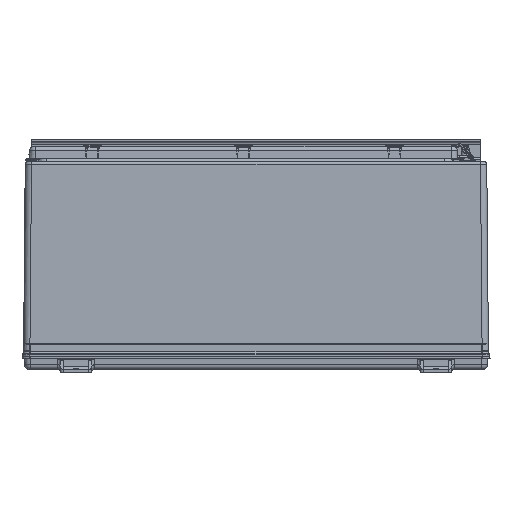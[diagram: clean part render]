
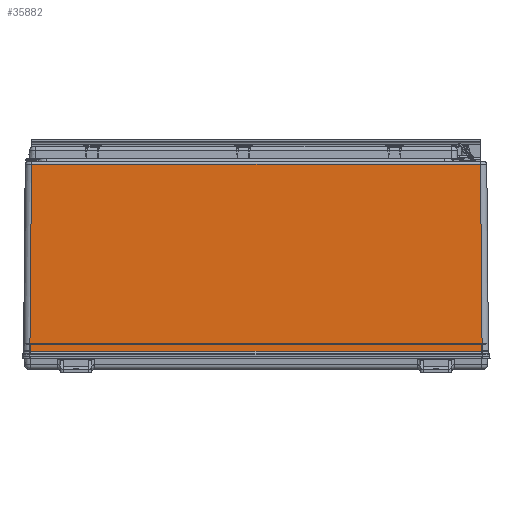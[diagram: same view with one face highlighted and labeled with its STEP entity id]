
A CAD part, front view. The second image highlights one B-rep face of the part: STEP entity #35882.
In plain terms, the highlighted planar face has unit normal (0, -1, 0.009).
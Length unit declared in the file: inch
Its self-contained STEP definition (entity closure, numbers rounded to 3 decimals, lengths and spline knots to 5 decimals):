
#151 = LINE ( 'NONE', #68477, #38587 ) ;
#1582 = EDGE_LOOP ( 'NONE', ( #10058, #29650, #54172, #10729, #16208, #105351 ) ) ;
#6016 = FACE_OUTER_BOUND ( 'NONE', #1582, .T. ) ;
#8064 = VERTEX_POINT ( 'NONE', #73151 ) ;
#10058 = ORIENTED_EDGE ( 'NONE', *, *, #97877, .T. ) ;
#10729 = ORIENTED_EDGE ( 'NONE', *, *, #42459, .F. ) ;
#11703 = DIRECTION ( 'NONE',  ( 0., -0.009, -1. ) ) ;
#12133 = VECTOR ( 'NONE', #83590, 39.37008 ) ;
#16208 = ORIENTED_EDGE ( 'NONE', *, *, #49895, .F. ) ;
#23455 = VECTOR ( 'NONE', #24280, 39.37008 ) ;
#24280 = DIRECTION ( 'NONE',  ( 0.009, -0.009, -1. ) ) ;
#25822 = VERTEX_POINT ( 'NONE', #41160 ) ;
#26917 = VECTOR ( 'NONE', #100458, 39.37008 ) ;
#29287 = LINE ( 'NONE', #82513, #12133 ) ;
#29650 = ORIENTED_EDGE ( 'NONE', *, *, #101158, .F. ) ;
#32123 = VERTEX_POINT ( 'NONE', #61265 ) ;
#35882 = ADVANCED_FACE ( 'NONE', ( #6016 ), #80054, .T. ) ;
#36046 = DIRECTION ( 'NONE',  ( -0.009, -0.009, -1. ) ) ;
#37294 = VERTEX_POINT ( 'NONE', #51590 ) ;
#37971 = CARTESIAN_POINT ( 'NONE',  ( -17.90625, -24.46884, -0.01078 ) ) ;
#38587 = VECTOR ( 'NONE', #44453, 39.37008 ) ;
#41160 = CARTESIAN_POINT ( 'NONE',  ( 17.77731, -24.33979, 14.77696 ) ) ;
#41200 = CARTESIAN_POINT ( 'NONE',  ( 17.90625, -24.4688, -0.00539 ) ) ;
#42459 = EDGE_CURVE ( 'NONE', #54157, #8064, #83810, .T. ) ;
#44453 = DIRECTION ( 'NONE',  ( 0., 0.009, 1. ) ) ;
#45282 = CARTESIAN_POINT ( 'NONE',  ( -18.40625, -24.46875, 0. ) ) ;
#46223 = VECTOR ( 'NONE', #36046, 39.37008 ) ;
#49572 = CARTESIAN_POINT ( 'NONE',  ( -18.40625, -24.46884, -0.01078 ) ) ;
#49895 = EDGE_CURVE ( 'NONE', #25822, #54157, #84276, .T. ) ;
#50163 = CARTESIAN_POINT ( 'NONE',  ( 17.90491, -24.46739, 0.15624 ) ) ;
#51590 = CARTESIAN_POINT ( 'NONE',  ( -17.90626, -24.46875, 0. ) ) ;
#54157 = VERTEX_POINT ( 'NONE', #76140 ) ;
#54172 = ORIENTED_EDGE ( 'NONE', *, *, #62324, .T. ) ;
#56114 = VECTOR ( 'NONE', #90974, 39.37008 ) ;
#56578 = VERTEX_POINT ( 'NONE', #37971 ) ;
#56714 = LINE ( 'NONE', #77855, #46223 ) ;
#61265 = CARTESIAN_POINT ( 'NONE',  ( -17.77731, -24.33979, 14.77696 ) ) ;
#62324 = EDGE_CURVE ( 'NONE', #56578, #8064, #107939, .T. ) ;
#64711 = AXIS2_PLACEMENT_3D ( 'NONE', #45282, #105292, #11703 ) ;
#68477 = CARTESIAN_POINT ( 'NONE',  ( -17.90625, -24.4688, -0.00539 ) ) ;
#73151 = CARTESIAN_POINT ( 'NONE',  ( 17.90625, -24.46884, -0.01078 ) ) ;
#76140 = CARTESIAN_POINT ( 'NONE',  ( 17.90626, -24.46875, 0. ) ) ;
#77855 = CARTESIAN_POINT ( 'NONE',  ( -17.77731, -24.33979, 14.77696 ) ) ;
#80054 = PLANE ( 'NONE',  #64711 ) ;
#82513 = CARTESIAN_POINT ( 'NONE',  ( -18.40625, -24.33979, 14.77696 ) ) ;
#83590 = DIRECTION ( 'NONE',  ( -1., 0., 0. ) ) ;
#83810 = LINE ( 'NONE', #41200, #26917 ) ;
#84276 = LINE ( 'NONE', #50163, #23455 ) ;
#90974 = DIRECTION ( 'NONE',  ( 1., 0., 0. ) ) ;
#97877 = EDGE_CURVE ( 'NONE', #32123, #37294, #56714, .T. ) ;
#100458 = DIRECTION ( 'NONE',  ( 0., -0.009, -1. ) ) ;
#101158 = EDGE_CURVE ( 'NONE', #56578, #37294, #151, .T. ) ;
#101489 = EDGE_CURVE ( 'NONE', #25822, #32123, #29287, .T. ) ;
#105292 = DIRECTION ( 'NONE',  ( 0., -1., 0.009 ) ) ;
#105351 = ORIENTED_EDGE ( 'NONE', *, *, #101489, .T. ) ;
#107939 = LINE ( 'NONE', #49572, #56114 ) ;
